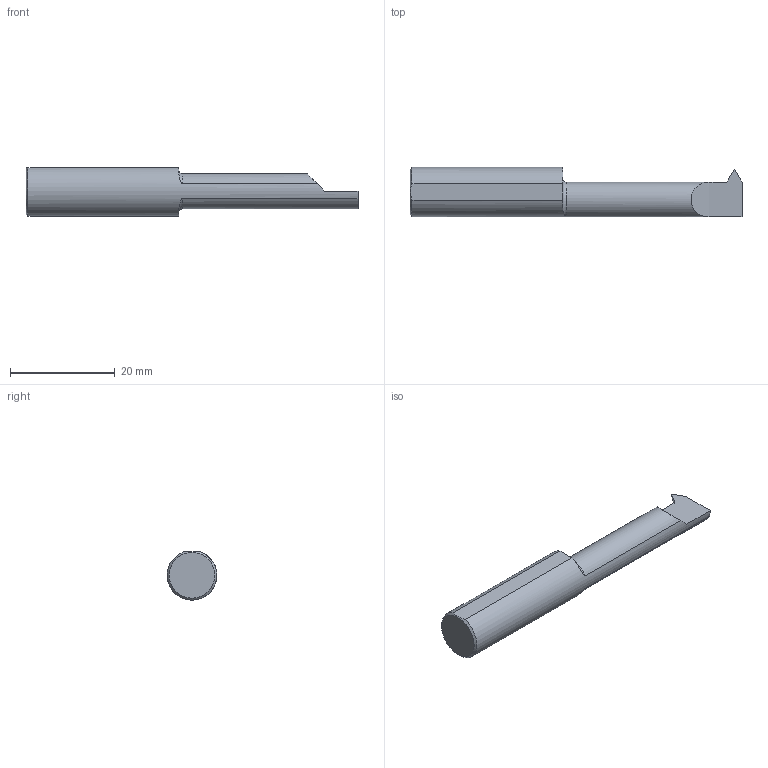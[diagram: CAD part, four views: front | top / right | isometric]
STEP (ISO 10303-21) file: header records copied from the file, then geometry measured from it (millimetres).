
FILE_DESCRIPTION (( 'STEP AP203' ), '1' );
FILE_NAME ('230418-TT3601250.STEP', '2025-04-22T22:31:01', ( '' ), ( '' ), 'SwSTEP 2.0', 'SolidWorks 2024', '' );
FILE_SCHEMA (( 'CONFIG_CONTROL_DESIGN' ));
Length unit declared in the file: inch
Products named in the file (1): 230418-TT3601250
Bounding box: 63.5 x 9.52 x 9.24 mm (x, y, z)
Volume: 3154.1 mm3; surface area: 1702.1 mm2
Topology: 1 solids, 1 shells, 23 faces, 58 edges, 38 vertices
Faces by surface type: plane 18, cone 2, cylinder 2, torus 1
Entity records: 796 total; most frequent: CARTESIAN_POINT 173, ORIENTED_EDGE 116, DIRECTION 108, EDGE_CURVE 58, VERTEX_POINT 38, VECTOR 38, LINE 38, AXIS2_PLACEMENT_3D 35
